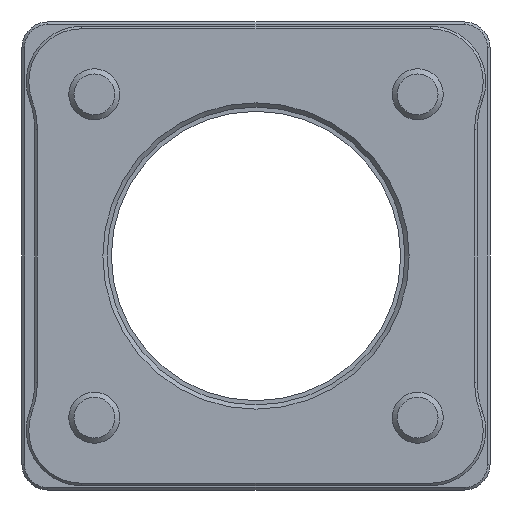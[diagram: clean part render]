
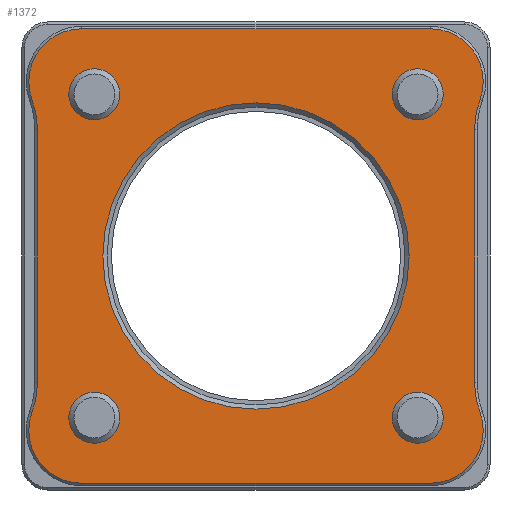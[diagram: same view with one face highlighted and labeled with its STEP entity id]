
A CAD part, front view. The second image highlights one B-rep face of the part: STEP entity #1372.
In plain terms, the highlighted planar face has unit normal (0, -1, 0).
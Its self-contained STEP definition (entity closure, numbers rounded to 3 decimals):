
#29=FACE_BOUND('',#322,.T.);
#30=FACE_BOUND('',#323,.T.);
#31=FACE_BOUND('',#324,.T.);
#32=FACE_BOUND('',#325,.T.);
#33=FACE_BOUND('',#326,.T.);
#107=CIRCLE('',#1505,6.2);
#109=CIRCLE('',#1508,10.4);
#111=CIRCLE('',#1512,10.4);
#113=CIRCLE('',#1515,6.2);
#115=CIRCLE('',#1519,6.2);
#117=CIRCLE('',#1522,10.4);
#119=CIRCLE('',#1526,10.4);
#121=CIRCLE('',#1529,6.2);
#122=CIRCLE('',#1537,18.);
#123=CIRCLE('',#1538,3.);
#124=CIRCLE('',#1539,3.);
#125=CIRCLE('',#1540,3.);
#126=CIRCLE('',#1541,3.);
#227=FACE_OUTER_BOUND('',#321,.T.);
#321=EDGE_LOOP('',(#1104,#1105,#1106,#1107,#1108,#1109,#1110,#1111,#1112,
#1113,#1114,#1115));
#322=EDGE_LOOP('',(#1116));
#323=EDGE_LOOP('',(#1117));
#324=EDGE_LOOP('',(#1118));
#325=EDGE_LOOP('',(#1119));
#326=EDGE_LOOP('',(#1120));
#420=LINE('',#2259,#519);
#425=LINE('',#2277,#524);
#430=LINE('',#2295,#529);
#435=LINE('',#2313,#534);
#519=VECTOR('',#1799,10.);
#524=VECTOR('',#1818,10.);
#529=VECTOR('',#1837,10.);
#534=VECTOR('',#1856,10.);
#631=VERTEX_POINT('',#2252);
#634=VERTEX_POINT('',#2257);
#635=VERTEX_POINT('',#2261);
#637=VERTEX_POINT('',#2267);
#639=VERTEX_POINT('',#2273);
#641=VERTEX_POINT('',#2279);
#643=VERTEX_POINT('',#2285);
#645=VERTEX_POINT('',#2291);
#647=VERTEX_POINT('',#2297);
#649=VERTEX_POINT('',#2303);
#651=VERTEX_POINT('',#2309);
#653=VERTEX_POINT('',#2315);
#655=VERTEX_POINT('',#2337);
#656=VERTEX_POINT('',#2339);
#657=VERTEX_POINT('',#2341);
#658=VERTEX_POINT('',#2343);
#659=VERTEX_POINT('',#2345);
#783=EDGE_CURVE('',#634,#631,#420,.T.);
#786=EDGE_CURVE('',#631,#635,#107,.T.);
#789=EDGE_CURVE('',#635,#637,#109,.T.);
#792=EDGE_CURVE('',#637,#639,#425,.T.);
#795=EDGE_CURVE('',#639,#641,#111,.T.);
#798=EDGE_CURVE('',#641,#643,#113,.T.);
#801=EDGE_CURVE('',#643,#645,#430,.T.);
#804=EDGE_CURVE('',#645,#647,#115,.T.);
#807=EDGE_CURVE('',#647,#649,#117,.T.);
#810=EDGE_CURVE('',#649,#651,#435,.T.);
#813=EDGE_CURVE('',#651,#653,#119,.T.);
#815=EDGE_CURVE('',#653,#634,#121,.T.);
#823=EDGE_CURVE('',#655,#655,#122,.T.);
#824=EDGE_CURVE('',#656,#656,#123,.T.);
#825=EDGE_CURVE('',#657,#657,#124,.T.);
#826=EDGE_CURVE('',#658,#658,#125,.T.);
#827=EDGE_CURVE('',#659,#659,#126,.T.);
#1104=ORIENTED_EDGE('',*,*,#783,.F.);
#1105=ORIENTED_EDGE('',*,*,#815,.F.);
#1106=ORIENTED_EDGE('',*,*,#813,.F.);
#1107=ORIENTED_EDGE('',*,*,#810,.F.);
#1108=ORIENTED_EDGE('',*,*,#807,.F.);
#1109=ORIENTED_EDGE('',*,*,#804,.F.);
#1110=ORIENTED_EDGE('',*,*,#801,.F.);
#1111=ORIENTED_EDGE('',*,*,#798,.F.);
#1112=ORIENTED_EDGE('',*,*,#795,.F.);
#1113=ORIENTED_EDGE('',*,*,#792,.F.);
#1114=ORIENTED_EDGE('',*,*,#789,.F.);
#1115=ORIENTED_EDGE('',*,*,#786,.F.);
#1116=ORIENTED_EDGE('',*,*,#823,.F.);
#1117=ORIENTED_EDGE('',*,*,#824,.T.);
#1118=ORIENTED_EDGE('',*,*,#825,.T.);
#1119=ORIENTED_EDGE('',*,*,#826,.T.);
#1120=ORIENTED_EDGE('',*,*,#827,.T.);
#1315=PLANE('',#1536);
#1372=ADVANCED_FACE('',(#227,#29,#30,#31,#32,#33),#1315,.F.);
#1505=AXIS2_PLACEMENT_3D('',#2265,#1805,#1806);
#1508=AXIS2_PLACEMENT_3D('',#2271,#1812,#1813);
#1512=AXIS2_PLACEMENT_3D('',#2283,#1824,#1825);
#1515=AXIS2_PLACEMENT_3D('',#2289,#1831,#1832);
#1519=AXIS2_PLACEMENT_3D('',#2301,#1843,#1844);
#1522=AXIS2_PLACEMENT_3D('',#2307,#1850,#1851);
#1526=AXIS2_PLACEMENT_3D('',#2319,#1862,#1863);
#1529=AXIS2_PLACEMENT_3D('',#2322,#1868,#1869);
#1536=AXIS2_PLACEMENT_3D('',#2336,#1889,#1890);
#1537=AXIS2_PLACEMENT_3D('',#2338,#1891,#1892);
#1538=AXIS2_PLACEMENT_3D('',#2340,#1893,#1894);
#1539=AXIS2_PLACEMENT_3D('',#2342,#1895,#1896);
#1540=AXIS2_PLACEMENT_3D('',#2344,#1897,#1898);
#1541=AXIS2_PLACEMENT_3D('',#2346,#1899,#1900);
#1799=DIRECTION('',(1.,0.,0.));
#1805=DIRECTION('center_axis',(0.,1.,0.));
#1806=DIRECTION('ref_axis',(0.,0.,1.));
#1812=DIRECTION('center_axis',(0.,-1.,0.));
#1813=DIRECTION('ref_axis',(-1.,0.,0.));
#1818=DIRECTION('',(0.,0.,-1.));
#1824=DIRECTION('center_axis',(0.,-1.,0.));
#1825=DIRECTION('ref_axis',(-0.94,0.,-0.342));
#1831=DIRECTION('center_axis',(0.,1.,0.));
#1832=DIRECTION('ref_axis',(0.94,0.,0.342));
#1837=DIRECTION('',(-1.,0.,0.));
#1843=DIRECTION('center_axis',(0.,1.,0.));
#1844=DIRECTION('ref_axis',(0.,0.,-1.));
#1850=DIRECTION('center_axis',(0.,-1.,0.));
#1851=DIRECTION('ref_axis',(1.,0.,0.));
#1856=DIRECTION('',(0.,0.,1.));
#1862=DIRECTION('center_axis',(0.,-1.,0.));
#1863=DIRECTION('ref_axis',(0.94,0.,0.342));
#1868=DIRECTION('center_axis',(0.,1.,0.));
#1869=DIRECTION('ref_axis',(-0.94,0.,-0.342));
#1889=DIRECTION('center_axis',(0.,1.,0.));
#1890=DIRECTION('ref_axis',(0.,0.,1.));
#1891=DIRECTION('center_axis',(0.,-1.,0.));
#1892=DIRECTION('ref_axis',(-1.,0.,0.));
#1893=DIRECTION('center_axis',(0.,1.,0.));
#1894=DIRECTION('ref_axis',(-1.,0.,0.));
#1895=DIRECTION('center_axis',(0.,1.,0.));
#1896=DIRECTION('ref_axis',(-1.,0.,0.));
#1897=DIRECTION('center_axis',(0.,1.,0.));
#1898=DIRECTION('ref_axis',(-1.,0.,0.));
#1899=DIRECTION('center_axis',(0.,1.,0.));
#1900=DIRECTION('ref_axis',(-1.,0.,0.));
#2252=CARTESIAN_POINT('',(20.5,0.,26.7));
#2257=CARTESIAN_POINT('',(-20.5,0.,26.7));
#2259=CARTESIAN_POINT('',(-10.25,0.,26.7));
#2261=CARTESIAN_POINT('',(26.327,0.,18.381));
#2265=CARTESIAN_POINT('Origin',(20.5,0.,20.5));
#2267=CARTESIAN_POINT('',(25.7,0.,14.825));
#2271=CARTESIAN_POINT('Origin',(36.1,0.,14.825));
#2273=CARTESIAN_POINT('',(25.7,0.,-14.825));
#2277=CARTESIAN_POINT('',(25.7,0.,7.413));
#2279=CARTESIAN_POINT('',(26.327,0.,-18.381));
#2283=CARTESIAN_POINT('Origin',(36.1,0.,-14.825));
#2285=CARTESIAN_POINT('',(20.5,0.,-26.7));
#2289=CARTESIAN_POINT('Origin',(20.5,0.,-20.5));
#2291=CARTESIAN_POINT('',(-20.5,0.,-26.7));
#2295=CARTESIAN_POINT('',(10.25,0.,-26.7));
#2297=CARTESIAN_POINT('',(-26.327,0.,-18.381));
#2301=CARTESIAN_POINT('Origin',(-20.5,0.,-20.5));
#2303=CARTESIAN_POINT('',(-25.7,0.,-14.825));
#2307=CARTESIAN_POINT('Origin',(-36.1,0.,-14.825));
#2309=CARTESIAN_POINT('',(-25.7,0.,14.825));
#2313=CARTESIAN_POINT('',(-25.7,0.,-7.413));
#2315=CARTESIAN_POINT('',(-26.327,0.,18.381));
#2319=CARTESIAN_POINT('Origin',(-36.1,0.,14.825));
#2322=CARTESIAN_POINT('Origin',(-20.5,0.,20.5));
#2336=CARTESIAN_POINT('Origin',(0.,0.,0.));
#2337=CARTESIAN_POINT('',(18.,0.,0.));
#2338=CARTESIAN_POINT('Origin',(0.,0.,0.));
#2339=CARTESIAN_POINT('',(-16.,0.,-19.));
#2340=CARTESIAN_POINT('Origin',(-19.,0.,-19.));
#2341=CARTESIAN_POINT('',(-16.,0.,19.));
#2342=CARTESIAN_POINT('Origin',(-19.,0.,19.));
#2343=CARTESIAN_POINT('',(22.,0.,19.));
#2344=CARTESIAN_POINT('Origin',(19.,0.,19.));
#2345=CARTESIAN_POINT('',(22.,0.,-19.));
#2346=CARTESIAN_POINT('Origin',(19.,0.,-19.));
